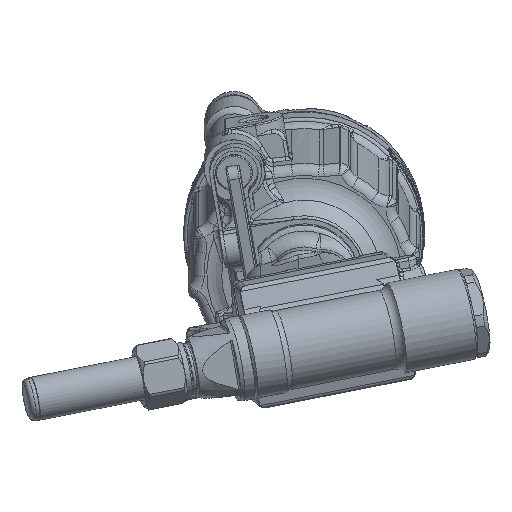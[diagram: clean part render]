
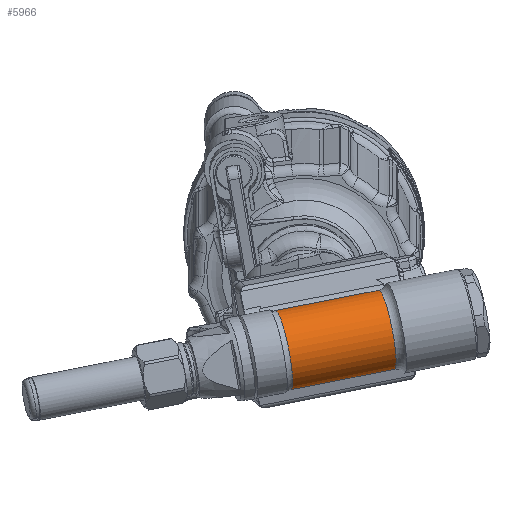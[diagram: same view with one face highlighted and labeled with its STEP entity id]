
A CAD part, top view. The second image highlights one B-rep face of the part: STEP entity #5966.
In plain terms, the highlighted cylindrical face has radius 17.462 mm (diameter 34.925 mm), a partial arc.
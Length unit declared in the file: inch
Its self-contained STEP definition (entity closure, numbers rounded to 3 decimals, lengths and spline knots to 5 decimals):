
#1713=FACE_OUTER_BOUND('',#9379,.T.);
#4275=CIRCLE('',#31526,0.6875);
#4277=CIRCLE('',#31529,0.6875);
#5966=ADVANCED_FACE('',(#1713),#7251,.T.);
#7251=CYLINDRICAL_SURFACE('',#31530,0.6875);
#9379=EDGE_LOOP('',(#17693,#17694,#17695,#17696));
#11239=LINE('',#54983,#12540);
#11240=LINE('',#54987,#12541);
#12540=VECTOR('',#37394,1.);
#12541=VECTOR('',#37397,1.);
#17693=ORIENTED_EDGE('',*,*,#26791,.T.);
#17694=ORIENTED_EDGE('',*,*,#26797,.T.);
#17695=ORIENTED_EDGE('',*,*,#26798,.F.);
#17696=ORIENTED_EDGE('',*,*,#26799,.T.);
#23216=VERTEX_POINT('',#54942);
#23217=VERTEX_POINT('',#54944);
#23222=VERTEX_POINT('',#54984);
#23223=VERTEX_POINT('',#54986);
#26791=EDGE_CURVE('',#23217,#23216,#4275,.T.);
#26797=EDGE_CURVE('',#23216,#23222,#11239,.T.);
#26798=EDGE_CURVE('',#23223,#23222,#4277,.T.);
#26799=EDGE_CURVE('',#23223,#23217,#11240,.T.);
#31526=AXIS2_PLACEMENT_3D('',#54943,#37388,#37389);
#31529=AXIS2_PLACEMENT_3D('',#54985,#37395,#37396);
#31530=AXIS2_PLACEMENT_3D('',#54988,#37398,#37399);
#37388=DIRECTION('',(0.971,0.191,-0.143));
#37389=DIRECTION('',(0.165,-0.971,-0.171));
#37394=DIRECTION('',(0.971,0.191,-0.143));
#37395=DIRECTION('',(0.971,0.191,-0.143));
#37396=DIRECTION('',(0.165,-0.971,-0.171));
#37397=DIRECTION('',(-0.971,-0.191,0.143));
#37398=DIRECTION('',(0.971,0.191,-0.143));
#37399=DIRECTION('',(0.165,-0.971,-0.171));
#54942=CARTESIAN_POINT('',(-1.54294,0.55268,0.98966));
#54943=CARTESIAN_POINT('',(-1.56721,1.03951,1.47449));
#54944=CARTESIAN_POINT('',(-1.72814,1.64023,1.18142));
#54983=CARTESIAN_POINT('',(4.22462,1.68432,0.14211));
#54984=CARTESIAN_POINT('',(0.2189,0.89837,0.73075));
#54985=CARTESIAN_POINT('',(0.19463,1.3852,1.21559));
#54986=CARTESIAN_POINT('',(0.03369,1.98592,0.92252));
#54987=CARTESIAN_POINT('',(4.03942,2.77187,0.33387));
#54988=CARTESIAN_POINT('',(4.20035,2.17114,0.62694));
